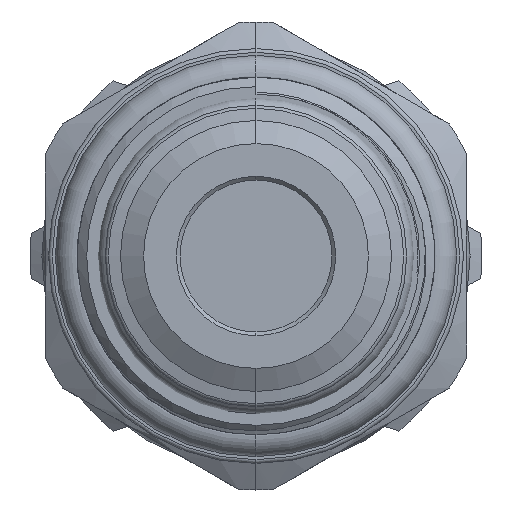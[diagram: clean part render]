
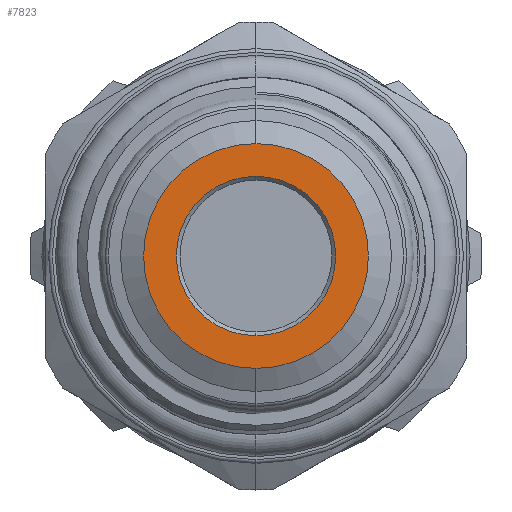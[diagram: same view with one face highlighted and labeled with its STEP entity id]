
A CAD part, left-side view. The second image highlights one B-rep face of the part: STEP entity #7823.
In plain terms, the highlighted planar face has unit normal (-1, 0, 0).
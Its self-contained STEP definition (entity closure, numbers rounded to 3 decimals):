
#592 = EDGE_LOOP ( 'NONE', ( #4915, #9056 ) ) ;
#653 = FACE_OUTER_BOUND ( 'NONE', #10239, .T. ) ;
#914 = CIRCLE ( 'NONE', #8714, 5.923 ) ;
#1372 = VERTEX_POINT ( 'NONE', #6573 ) ;
#1522 = CARTESIAN_POINT ( 'NONE',  ( -29.34, 0., -5.923 ) ) ;
#2001 = AXIS2_PLACEMENT_3D ( 'NONE', #4373, #8459, #3494 ) ;
#2570 = CIRCLE ( 'NONE', #9105, 4.2 ) ;
#2725 = CIRCLE ( 'NONE', #9378, 4.2 ) ;
#2741 = DIRECTION ( 'NONE',  ( -1., 0., 0. ) ) ;
#2856 = CARTESIAN_POINT ( 'NONE',  ( -29.34, 0., 0. ) ) ;
#3225 = DIRECTION ( 'NONE',  ( 1., 0., 0. ) ) ;
#3345 = ORIENTED_EDGE ( 'NONE', *, *, #4608, .T. ) ;
#3494 = DIRECTION ( 'NONE',  ( 0., 0., 1. ) ) ;
#3622 = VERTEX_POINT ( 'NONE', #8604 ) ;
#3916 = EDGE_CURVE ( 'NONE', #1372, #5367, #2725, .T. ) ;
#4101 = CARTESIAN_POINT ( 'NONE',  ( -29.34, 0., 0. ) ) ;
#4362 = FACE_BOUND ( 'NONE', #592, .T. ) ;
#4373 = CARTESIAN_POINT ( 'NONE',  ( -29.34, 0., 0. ) ) ;
#4608 = EDGE_CURVE ( 'NONE', #9142, #3622, #6499, .T. ) ;
#4855 = CARTESIAN_POINT ( 'NONE',  ( -29.34, 0., -4.2 ) ) ;
#4860 = AXIS2_PLACEMENT_3D ( 'NONE', #8926, #10609, #5704 ) ;
#4915 = ORIENTED_EDGE ( 'NONE', *, *, #3916, .T. ) ;
#4924 = PLANE ( 'NONE',  #4860 ) ;
#4950 = ORIENTED_EDGE ( 'NONE', *, *, #5991, .T. ) ;
#5367 = VERTEX_POINT ( 'NONE', #4855 ) ;
#5503 = EDGE_CURVE ( 'NONE', #5367, #1372, #2570, .T. ) ;
#5704 = DIRECTION ( 'NONE',  ( 0., 0., -1. ) ) ;
#5773 = DIRECTION ( 'NONE',  ( 0., 0., -1. ) ) ;
#5954 = DIRECTION ( 'NONE',  ( 0., 0., -1. ) ) ;
#5991 = EDGE_CURVE ( 'NONE', #3622, #9142, #914, .T. ) ;
#6499 = CIRCLE ( 'NONE', #2001, 5.923 ) ;
#6573 = CARTESIAN_POINT ( 'NONE',  ( -29.34, 0., 4.2 ) ) ;
#7644 = CARTESIAN_POINT ( 'NONE',  ( -29.34, 0., 0. ) ) ;
#7823 = ADVANCED_FACE ( 'NONE', ( #4362, #653 ), #4924, .F. ) ;
#8321 = DIRECTION ( 'NONE',  ( 1., 0., 0. ) ) ;
#8459 = DIRECTION ( 'NONE',  ( -1., 0., 0. ) ) ;
#8604 = CARTESIAN_POINT ( 'NONE',  ( -29.34, 0., 5.923 ) ) ;
#8714 = AXIS2_PLACEMENT_3D ( 'NONE', #2856, #2741, #10202 ) ;
#8926 = CARTESIAN_POINT ( 'NONE',  ( -29.34, 0., 0. ) ) ;
#9056 = ORIENTED_EDGE ( 'NONE', *, *, #5503, .T. ) ;
#9105 = AXIS2_PLACEMENT_3D ( 'NONE', #7644, #8321, #5954 ) ;
#9142 = VERTEX_POINT ( 'NONE', #1522 ) ;
#9378 = AXIS2_PLACEMENT_3D ( 'NONE', #4101, #3225, #5773 ) ;
#10202 = DIRECTION ( 'NONE',  ( 0., 0., 1. ) ) ;
#10239 = EDGE_LOOP ( 'NONE', ( #3345, #4950 ) ) ;
#10609 = DIRECTION ( 'NONE',  ( 1., 0., 0. ) ) ;
